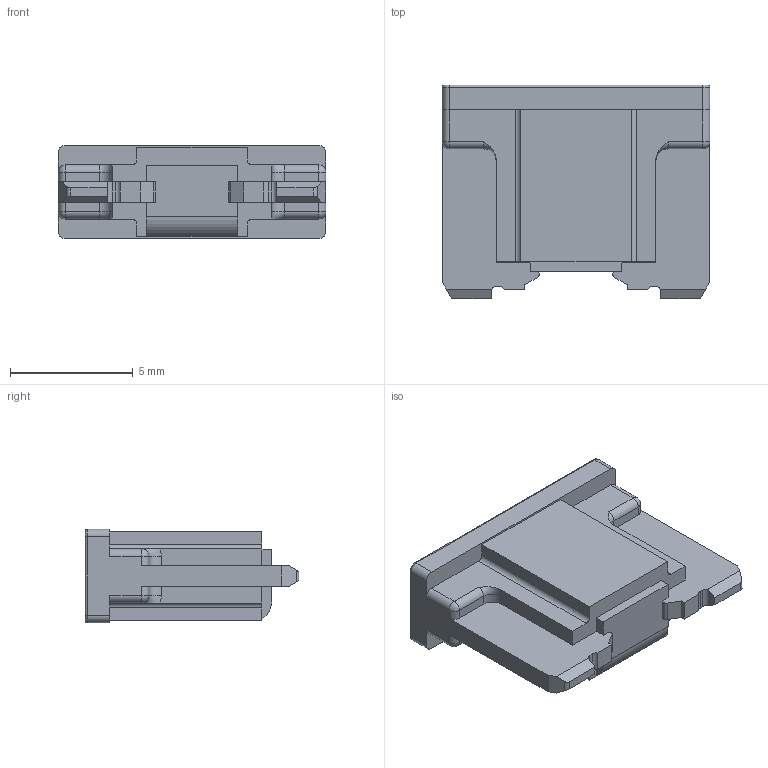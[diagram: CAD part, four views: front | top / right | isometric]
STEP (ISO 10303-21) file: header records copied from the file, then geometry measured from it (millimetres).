
FILE_DESCRIPTION((''),'2;1');
FILE_NAME('3DMODEL_0891000_LPMINI_10_9','2022-08-02T16:07:56',('MLegi'),(''),'CREO PARAMETRIC BY PTC INC, 2021304','CREO PARAMETRIC BY PTC INC, 2021304','');
FILE_SCHEMA(('CONFIG_CONTROL_DESIGN'));
Length unit declared in the file: millimetre
Products named in the file (1): 3DMODEL_0891000_LPMINI_10_9
Bounding box: 10.9 x 8.7 x 3.8 mm (x, y, z)
Volume: 211.4 mm3; surface area: 324.9 mm2
Topology: 1 solids, 1 shells, 132 faces, 354 edges, 228 vertices
Faces by surface type: plane 83, cylinder 37, torus 8, sphere 4
Entity records: 4156 total; most frequent: CARTESIAN_POINT 772, ORIENTED_EDGE 708, DIRECTION 684, EDGE_CURVE 354, VECTOR 264, LINE 264, VERTEX_POINT 228, AXIS2_PLACEMENT_3D 210
